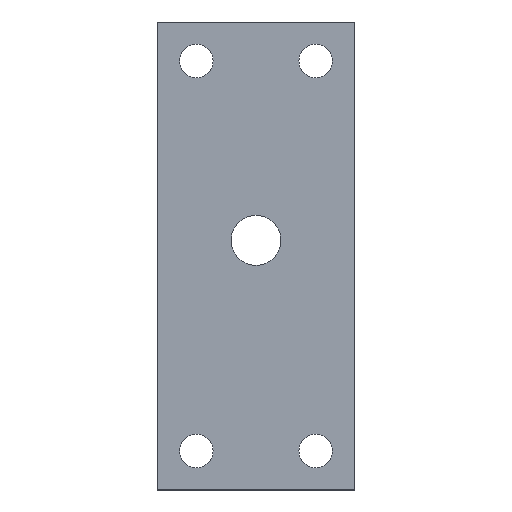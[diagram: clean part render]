
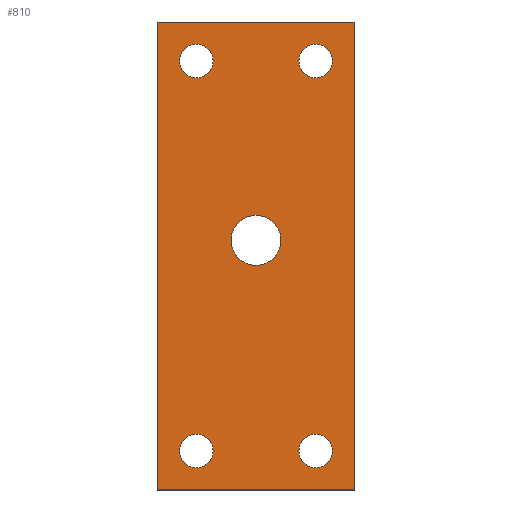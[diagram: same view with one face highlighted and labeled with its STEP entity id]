
A CAD part, top view. The second image highlights one B-rep face of the part: STEP entity #810.
In plain terms, the highlighted planar face has unit normal (0, 0, 1).
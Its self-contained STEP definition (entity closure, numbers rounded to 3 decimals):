
#1 = DIRECTION ( 'NONE',  ( 0., 1., 0. ) ) ;
#6 = CIRCLE ( 'NONE', #419, 3.2 ) ;
#10 = CARTESIAN_POINT ( 'NONE',  ( -9.8, -29., 4. ) ) ;
#24 = ORIENTED_EDGE ( 'NONE', *, *, #456, .F. ) ;
#31 = ORIENTED_EDGE ( 'NONE', *, *, #478, .F. ) ;
#36 = EDGE_LOOP ( 'NONE', ( #262, #323 ) ) ;
#57 = VERTEX_POINT ( 'NONE', #10 ) ;
#61 = CIRCLE ( 'NONE', #215, 3.2 ) ;
#65 = CARTESIAN_POINT ( 'NONE',  ( -7.65, 21., 4. ) ) ;
#72 = DIRECTION ( 'NONE',  ( 0., 0., 1. ) ) ;
#75 = ORIENTED_EDGE ( 'NONE', *, *, #697, .T. ) ;
#76 = CARTESIAN_POINT ( 'NONE',  ( 12.65, -34., 4. ) ) ;
#80 = CARTESIAN_POINT ( 'NONE',  ( -5.5, -29., 4. ) ) ;
#108 = CARTESIAN_POINT ( 'NONE',  ( 7.65, 21., 4. ) ) ;
#127 = CARTESIAN_POINT ( 'NONE',  ( 9.8, -29., 4. ) ) ;
#130 = CARTESIAN_POINT ( 'NONE',  ( -12.65, -34., 4. ) ) ;
#138 = CARTESIAN_POINT ( 'NONE',  ( 12.65, -34., 4. ) ) ;
#154 = CARTESIAN_POINT ( 'NONE',  ( 5.5, 21., 4. ) ) ;
#157 = ORIENTED_EDGE ( 'NONE', *, *, #590, .F. ) ;
#160 = EDGE_CURVE ( 'NONE', #614, #567, #450, .T. ) ;
#161 = FACE_BOUND ( 'NONE', #415, .T. ) ;
#164 = CIRCLE ( 'NONE', #446, 2.15 ) ;
#166 = DIRECTION ( 'NONE',  ( 1., 0., 0. ) ) ;
#168 = DIRECTION ( 'NONE',  ( 0., 0., 1. ) ) ;
#170 = CARTESIAN_POINT ( 'NONE',  ( 12.65, 26., 4. ) ) ;
#196 = VERTEX_POINT ( 'NONE', #514 ) ;
#202 = CIRCLE ( 'NONE', #244, 2.15 ) ;
#206 = EDGE_LOOP ( 'NONE', ( #327, #157 ) ) ;
#208 = VERTEX_POINT ( 'NONE', #454 ) ;
#215 = AXIS2_PLACEMENT_3D ( 'NONE', #385, #220, #400 ) ;
#217 = AXIS2_PLACEMENT_3D ( 'NONE', #292, #820, #533 ) ;
#218 = ORIENTED_EDGE ( 'NONE', *, *, #769, .T. ) ;
#220 = DIRECTION ( 'NONE',  ( 0., 0., 1. ) ) ;
#221 = DIRECTION ( 'NONE',  ( 1., 0., 0. ) ) ;
#224 = DIRECTION ( 'NONE',  ( -1., 0., 0. ) ) ;
#235 = CARTESIAN_POINT ( 'NONE',  ( 0., 0., 4. ) ) ;
#239 = CARTESIAN_POINT ( 'NONE',  ( 5.5, -29., 4. ) ) ;
#244 = AXIS2_PLACEMENT_3D ( 'NONE', #295, #168, #344 ) ;
#250 = EDGE_CURVE ( 'NONE', #357, #208, #61, .T. ) ;
#251 = CARTESIAN_POINT ( 'NONE',  ( -12.65, 26., 4. ) ) ;
#254 = AXIS2_PLACEMENT_3D ( 'NONE', #727, #591, #398 ) ;
#258 = ORIENTED_EDGE ( 'NONE', *, *, #411, .F. ) ;
#262 = ORIENTED_EDGE ( 'NONE', *, *, #819, .F. ) ;
#264 = CARTESIAN_POINT ( 'NONE',  ( 12.65, -34., 4. ) ) ;
#272 = EDGE_LOOP ( 'NONE', ( #258, #396 ) ) ;
#283 = VERTEX_POINT ( 'NONE', #326 ) ;
#288 = EDGE_LOOP ( 'NONE', ( #648, #75, #335, #218 ) ) ;
#292 = CARTESIAN_POINT ( 'NONE',  ( 7.65, -29., 4. ) ) ;
#295 = CARTESIAN_POINT ( 'NONE',  ( 7.65, 21., 4. ) ) ;
#302 = DIRECTION ( 'NONE',  ( 0., 0., 1. ) ) ;
#307 = DIRECTION ( 'NONE',  ( 0., 0., 1. ) ) ;
#309 = DIRECTION ( 'NONE',  ( 0., -1., 0. ) ) ;
#316 = DIRECTION ( 'NONE',  ( 1., 0., 0. ) ) ;
#321 = EDGE_LOOP ( 'NONE', ( #412, #31 ) ) ;
#323 = ORIENTED_EDGE ( 'NONE', *, *, #378, .F. ) ;
#325 = VERTEX_POINT ( 'NONE', #239 ) ;
#326 = CARTESIAN_POINT ( 'NONE',  ( -9.8, 21., 4. ) ) ;
#327 = ORIENTED_EDGE ( 'NONE', *, *, #250, .F. ) ;
#328 = AXIS2_PLACEMENT_3D ( 'NONE', #235, #687, #166 ) ;
#335 = ORIENTED_EDGE ( 'NONE', *, *, #528, .T. ) ;
#342 = CARTESIAN_POINT ( 'NONE',  ( -5.5, 21., 4. ) ) ;
#344 = DIRECTION ( 'NONE',  ( 1., 0., 0. ) ) ;
#357 = VERTEX_POINT ( 'NONE', #748 ) ;
#361 = DIRECTION ( 'NONE',  ( 0., 0., 1. ) ) ;
#371 = DIRECTION ( 'NONE',  ( 1., 0., 0. ) ) ;
#378 = EDGE_CURVE ( 'NONE', #196, #641, #202, .T. ) ;
#385 = CARTESIAN_POINT ( 'NONE',  ( 0., -2., 4. ) ) ;
#396 = ORIENTED_EDGE ( 'NONE', *, *, #438, .F. ) ;
#398 = DIRECTION ( 'NONE',  ( 1., 0., 0. ) ) ;
#400 = DIRECTION ( 'NONE',  ( 1., 0., 0. ) ) ;
#407 = FACE_BOUND ( 'NONE', #272, .T. ) ;
#411 = EDGE_CURVE ( 'NONE', #325, #451, #791, .T. ) ;
#412 = ORIENTED_EDGE ( 'NONE', *, *, #666, .F. ) ;
#415 = EDGE_LOOP ( 'NONE', ( #24, #495 ) ) ;
#417 = DIRECTION ( 'NONE',  ( 0., 0., 1. ) ) ;
#419 = AXIS2_PLACEMENT_3D ( 'NONE', #770, #72, #762 ) ;
#420 = EDGE_CURVE ( 'NONE', #741, #57, #164, .T. ) ;
#422 = VECTOR ( 'NONE', #224, 1000. ) ;
#438 = EDGE_CURVE ( 'NONE', #451, #325, #470, .T. ) ;
#439 = DIRECTION ( 'NONE',  ( 0., 0., 1. ) ) ;
#442 = CARTESIAN_POINT ( 'NONE',  ( 12.65, 26., 4. ) ) ;
#446 = AXIS2_PLACEMENT_3D ( 'NONE', #674, #361, #618 ) ;
#450 = LINE ( 'NONE', #494, #594 ) ;
#451 = VERTEX_POINT ( 'NONE', #127 ) ;
#454 = CARTESIAN_POINT ( 'NONE',  ( 3.2, -2., 4. ) ) ;
#456 = EDGE_CURVE ( 'NONE', #57, #741, #739, .T. ) ;
#470 = CIRCLE ( 'NONE', #510, 2.15 ) ;
#478 = EDGE_CURVE ( 'NONE', #790, #283, #549, .T. ) ;
#483 = AXIS2_PLACEMENT_3D ( 'NONE', #560, #307, #568 ) ;
#494 = CARTESIAN_POINT ( 'NONE',  ( -12.65, -34., 4. ) ) ;
#495 = ORIENTED_EDGE ( 'NONE', *, *, #420, .F. ) ;
#510 = AXIS2_PLACEMENT_3D ( 'NONE', #545, #302, #316 ) ;
#514 = CARTESIAN_POINT ( 'NONE',  ( 9.8, 21., 4. ) ) ;
#528 = EDGE_CURVE ( 'NONE', #654, #607, #554, .T. ) ;
#529 = FACE_BOUND ( 'NONE', #206, .T. ) ;
#533 = DIRECTION ( 'NONE',  ( 1., 0., 0. ) ) ;
#541 = DIRECTION ( 'NONE',  ( 1., 0., 0. ) ) ;
#545 = CARTESIAN_POINT ( 'NONE',  ( 7.65, -29., 4. ) ) ;
#549 = CIRCLE ( 'NONE', #596, 2.15 ) ;
#554 = LINE ( 'NONE', #76, #580 ) ;
#560 = CARTESIAN_POINT ( 'NONE',  ( -7.65, -29., 4. ) ) ;
#567 = VERTEX_POINT ( 'NONE', #130 ) ;
#568 = DIRECTION ( 'NONE',  ( 1., 0., 0. ) ) ;
#580 = VECTOR ( 'NONE', #1, 1000. ) ;
#581 = CIRCLE ( 'NONE', #254, 2.15 ) ;
#590 = EDGE_CURVE ( 'NONE', #208, #357, #6, .T. ) ;
#591 = DIRECTION ( 'NONE',  ( 0., 0., 1. ) ) ;
#594 = VECTOR ( 'NONE', #309, 1000. ) ;
#595 = CIRCLE ( 'NONE', #707, 2.15 ) ;
#596 = AXIS2_PLACEMENT_3D ( 'NONE', #65, #439, #371 ) ;
#607 = VERTEX_POINT ( 'NONE', #442 ) ;
#614 = VERTEX_POINT ( 'NONE', #251 ) ;
#616 = LINE ( 'NONE', #170, #422 ) ;
#618 = DIRECTION ( 'NONE',  ( 1., 0., 0. ) ) ;
#641 = VERTEX_POINT ( 'NONE', #154 ) ;
#648 = ORIENTED_EDGE ( 'NONE', *, *, #160, .T. ) ;
#654 = VERTEX_POINT ( 'NONE', #138 ) ;
#666 = EDGE_CURVE ( 'NONE', #283, #790, #581, .T. ) ;
#674 = CARTESIAN_POINT ( 'NONE',  ( -7.65, -29., 4. ) ) ;
#682 = FACE_OUTER_BOUND ( 'NONE', #288, .T. ) ;
#687 = DIRECTION ( 'NONE',  ( 0., 0., 1. ) ) ;
#697 = EDGE_CURVE ( 'NONE', #567, #654, #794, .T. ) ;
#707 = AXIS2_PLACEMENT_3D ( 'NONE', #108, #417, #541 ) ;
#725 = VECTOR ( 'NONE', #221, 1000. ) ;
#727 = CARTESIAN_POINT ( 'NONE',  ( -7.65, 21., 4. ) ) ;
#739 = CIRCLE ( 'NONE', #483, 2.15 ) ;
#740 = FACE_BOUND ( 'NONE', #321, .T. ) ;
#741 = VERTEX_POINT ( 'NONE', #80 ) ;
#743 = FACE_BOUND ( 'NONE', #36, .T. ) ;
#748 = CARTESIAN_POINT ( 'NONE',  ( -3.2, -2., 4. ) ) ;
#762 = DIRECTION ( 'NONE',  ( 1., 0., 0. ) ) ;
#769 = EDGE_CURVE ( 'NONE', #607, #614, #616, .T. ) ;
#770 = CARTESIAN_POINT ( 'NONE',  ( 0., -2., 4. ) ) ;
#790 = VERTEX_POINT ( 'NONE', #342 ) ;
#791 = CIRCLE ( 'NONE', #217, 2.15 ) ;
#794 = LINE ( 'NONE', #264, #725 ) ;
#807 = PLANE ( 'NONE',  #328 ) ;
#810 = ADVANCED_FACE ( 'NONE', ( #743, #740, #161, #407, #529, #682 ), #807, .T. ) ;
#819 = EDGE_CURVE ( 'NONE', #641, #196, #595, .T. ) ;
#820 = DIRECTION ( 'NONE',  ( 0., 0., 1. ) ) ;
